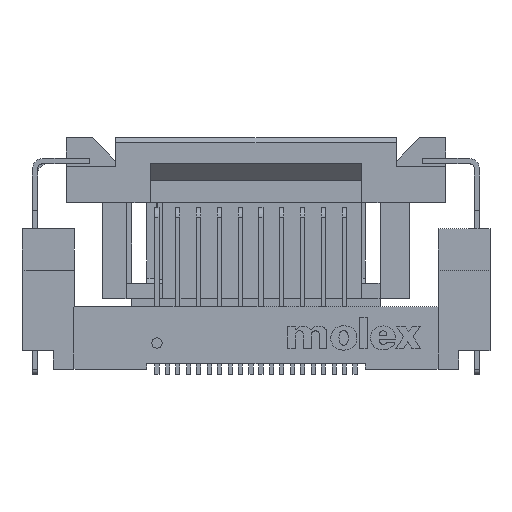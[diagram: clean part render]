
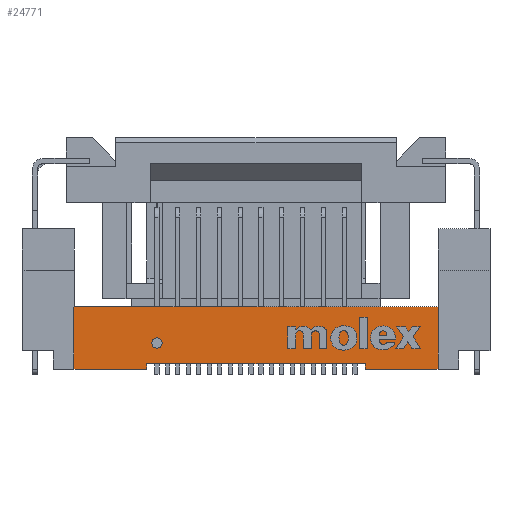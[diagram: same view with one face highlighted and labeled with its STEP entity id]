
A CAD part, front view. The second image highlights one B-rep face of the part: STEP entity #24771.
In plain terms, the highlighted face is planar.
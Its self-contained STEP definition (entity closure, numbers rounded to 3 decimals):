
#1089=FACE_OUTER_BOUND('',#2486,.T.);
#2486=EDGE_LOOP('',(#18528,#18529,#18530,#18531,#18532,#18533,#18534,#18535));
#4033=LINE('',#35001,#7338);
#4389=LINE('',#35728,#7694);
#4896=LINE('',#36640,#8201);
#4907=LINE('',#36659,#8212);
#4915=LINE('',#36675,#8220);
#4955=LINE('',#36755,#8260);
#4956=LINE('',#36756,#8261);
#4957=LINE('',#36757,#8262);
#7338=VECTOR('',#28416,0.01);
#7694=VECTOR('',#28894,1.);
#8201=VECTOR('',#29713,0.01);
#8212=VECTOR('',#29738,1.);
#8220=VECTOR('',#29758,1.);
#8260=VECTOR('',#29860,1.);
#8261=VECTOR('',#29861,0.01);
#8262=VECTOR('',#29862,1.);
#10479=VERTEX_POINT('',#34994);
#10482=VERTEX_POINT('',#34999);
#10791=VERTEX_POINT('',#35725);
#10792=VERTEX_POINT('',#35727);
#11040=VERTEX_POINT('',#36637);
#11041=VERTEX_POINT('',#36639);
#11042=VERTEX_POINT('',#36657);
#11053=VERTEX_POINT('',#36754);
#12988=EDGE_CURVE('',#10482,#10479,#4033,.T.);
#13344=EDGE_CURVE('',#10792,#10791,#4389,.T.);
#13851=EDGE_CURVE('',#11040,#11041,#4896,.T.);
#13862=EDGE_CURVE('',#10791,#11042,#4907,.T.);
#13870=EDGE_CURVE('',#11040,#10479,#4915,.T.);
#13910=EDGE_CURVE('',#11053,#10482,#4955,.T.);
#13911=EDGE_CURVE('',#10792,#11053,#4956,.T.);
#13912=EDGE_CURVE('',#11041,#11042,#4957,.T.);
#18528=ORIENTED_EDGE('',*,*,#13910,.F.);
#18529=ORIENTED_EDGE('',*,*,#13911,.F.);
#18530=ORIENTED_EDGE('',*,*,#13344,.T.);
#18531=ORIENTED_EDGE('',*,*,#13862,.T.);
#18532=ORIENTED_EDGE('',*,*,#13912,.F.);
#18533=ORIENTED_EDGE('',*,*,#13851,.F.);
#18534=ORIENTED_EDGE('',*,*,#13870,.T.);
#18535=ORIENTED_EDGE('',*,*,#12988,.F.);
#23526=PLANE('',#26400);
#24771=ADVANCED_FACE('',(#1089),#23526,.T.);
#26400=AXIS2_PLACEMENT_3D('',#36753,#29858,#29859);
#28416=DIRECTION('',(-1.,0.,0.));
#28894=DIRECTION('',(0.,1.,0.));
#29713=DIRECTION('',(-1.,0.,0.));
#29738=DIRECTION('',(-1.,0.,0.));
#29758=DIRECTION('',(0.,1.,0.));
#29858=DIRECTION('center_axis',(0.,0.,1.));
#29859=DIRECTION('ref_axis',(1.,0.,0.));
#29860=DIRECTION('',(0.,1.,0.));
#29861=DIRECTION('',(-1.,0.,0.));
#29862=DIRECTION('',(0.,1.,0.));
#34994=CARTESIAN_POINT('',(-0.002,-0.001,0.002));
#34999=CARTESIAN_POINT('',(0.002,-0.001,0.002));
#35001=CARTESIAN_POINT('',(0.001,-0.001,0.002));
#35725=CARTESIAN_POINT('',(0.004,0.,0.002));
#35727=CARTESIAN_POINT('',(0.004,-0.001,0.002));
#35728=CARTESIAN_POINT('',(0.004,-0.001,0.002));
#36637=CARTESIAN_POINT('',(-0.002,-0.001,0.002));
#36639=CARTESIAN_POINT('',(-0.004,-0.001,0.002));
#36640=CARTESIAN_POINT('',(0.001,-0.001,0.002));
#36657=CARTESIAN_POINT('',(-0.004,0.,0.002));
#36659=CARTESIAN_POINT('',(0.004,0.,0.002));
#36675=CARTESIAN_POINT('',(-0.002,-0.001,0.002));
#36753=CARTESIAN_POINT('Origin',(0.004,-0.001,0.002));
#36754=CARTESIAN_POINT('',(0.002,-0.001,0.002));
#36755=CARTESIAN_POINT('',(0.002,-0.001,0.002));
#36756=CARTESIAN_POINT('',(0.001,-0.001,0.002));
#36757=CARTESIAN_POINT('',(-0.004,-0.001,0.002));
